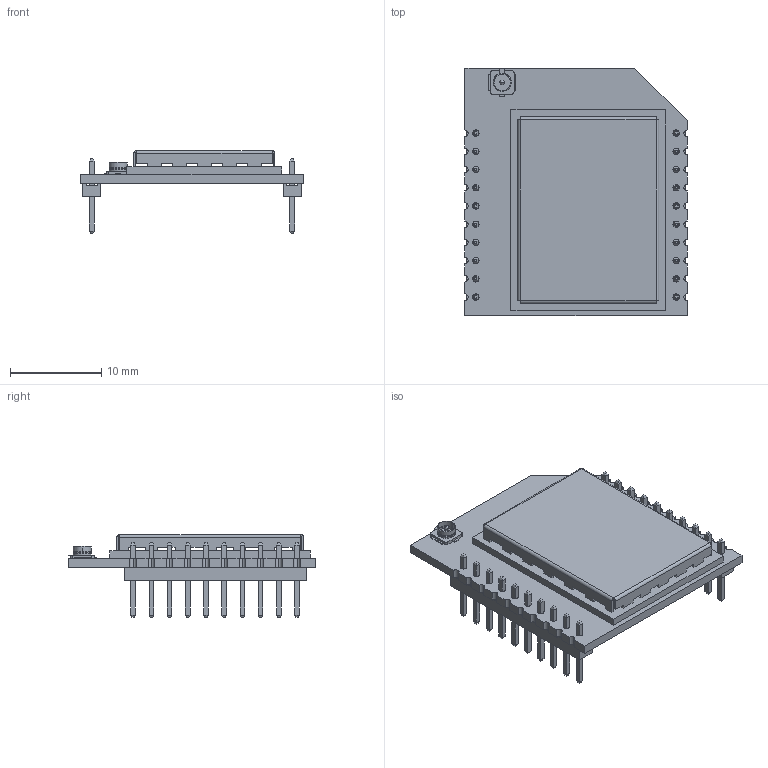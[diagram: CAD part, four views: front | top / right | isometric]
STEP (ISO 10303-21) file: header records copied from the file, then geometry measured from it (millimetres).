
FILE_DESCRIPTION (( 'STEP AP214' ), '1' );
FILE_NAME ('simpleRTK2B-Micro-V2-UFL-TH-R00.STEP', '2022-08-30T16:40:55', ( '' ), ( '' ), 'SwSTEP 2.0', 'SolidWorks 2020', '' );
FILE_SCHEMA (( 'AUTOMOTIVE_DESIGN' ));
Length unit declared in the file: millimetre
Products named in the file (9): TMM-110-03-L-S.stp; simpleRTK2B-Micro-V2-UFL-TH-R00; Micro-PCB-00; _TMM-110-03-L-S_pins2.stp; ZED-F9P-00B-02--3DModel-STEP-56544.step; _TMM-110-03-L-S_pins1.stp; _TMM-110-03-L-S_body.stp; CONUFL001-SMD-T--3DModel-STEP-269445.step
Assembly tree (11 placements, depth 3):
  simpleRTK2B-Micro-V2-UFL-TH-R00
    Micro-PCB-00
    ZED-F9P-00B-02--3DModel-STEP-56544.step
    CONUFL001-SMD-T--3DModel-STEP-269445.step
    TMM-110-03-L-S.stp
      _TMM-110-03-L-S_body.stp
      _TMM-110-03-L-S_pins1.stp
      _TMM-110-03-L-S_pins2.stp
    TMM-110-03-L-S.stp
      _TMM-110-03-L-S_body.stp
      _TMM-110-03-L-S_pins1.stp
      _TMM-110-03-L-S_pins2.stp
Bounding box: 24.38 x 27.18 x 9.11 mm (x, y, z)
Volume: 1174.4 mm3; surface area: 4422.3 mm2
Topology: 117 solids, 117 shells, 1945 faces, 4512 edges, 2936 vertices
Faces by surface type: plane 1823, cylinder 106, bspline 10, cone 6
Entity records: 48985 total; most frequent: CARTESIAN_POINT 8539, ORIENTED_EDGE 7880, DIRECTION 7549, EDGE_CURVE 3940, LINE 3721, VECTOR 3721, VERTEX_POINT 2584, AXIS2_PLACEMENT_3D 1914
